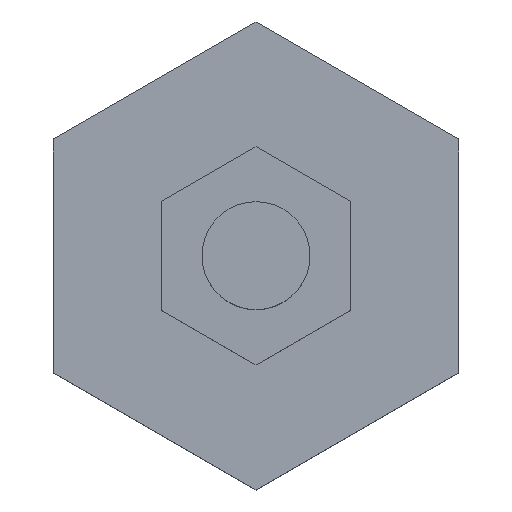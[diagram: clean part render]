
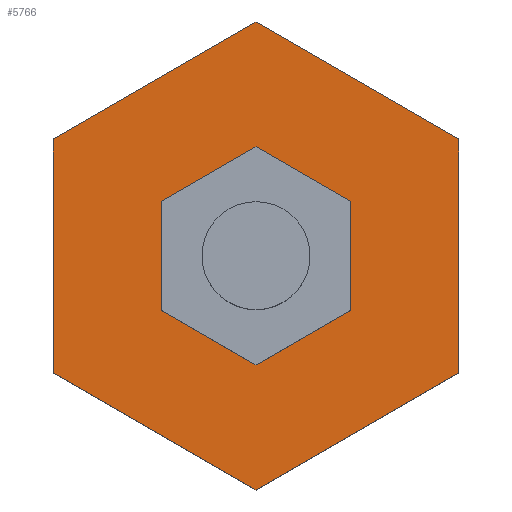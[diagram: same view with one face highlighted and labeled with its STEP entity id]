
A CAD part, top view. The second image highlights one B-rep face of the part: STEP entity #5766.
In plain terms, the highlighted planar face has unit normal (0, 0, 1).
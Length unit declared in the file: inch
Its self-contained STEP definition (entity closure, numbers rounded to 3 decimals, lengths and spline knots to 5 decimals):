
#2860=DIRECTION('',(0.866,-0.5,0.));
#2861=VECTOR('',#2860,0.54155);
#2862=CARTESIAN_POINT('',(0.,0.54155,3.92));
#2863=LINE('',#2862,#2861);
#2864=DIRECTION('',(0.,-1.,0.));
#2865=VECTOR('',#2864,0.54155);
#2866=CARTESIAN_POINT('',(0.469,0.27078,3.92));
#2867=LINE('',#2866,#2865);
#2868=DIRECTION('',(-0.866,-0.5,0.));
#2869=VECTOR('',#2868,0.54155);
#2870=CARTESIAN_POINT('',(0.469,-0.27078,3.92));
#2871=LINE('',#2870,#2869);
#2872=DIRECTION('',(-0.866,0.5,0.));
#2873=VECTOR('',#2872,0.54155);
#2874=CARTESIAN_POINT('',(0.,-0.54155,3.92));
#2875=LINE('',#2874,#2873);
#2876=DIRECTION('',(0.,1.,0.));
#2877=VECTOR('',#2876,0.54155);
#2878=CARTESIAN_POINT('',(-0.469,-0.27078,3.92));
#2879=LINE('',#2878,#2877);
#2880=DIRECTION('',(0.866,0.5,0.));
#2881=VECTOR('',#2880,0.54155);
#2882=CARTESIAN_POINT('',(-0.469,0.27078,3.92));
#2883=LINE('',#2882,#2881);
#2884=CARTESIAN_POINT('',(0.,0.,3.92));
#2885=DIRECTION('',(0.,0.,1.));
#2886=DIRECTION('',(1.,0.,0.));
#2887=AXIS2_PLACEMENT_3D('',#2884,#2885,#2886);
#2889=CARTESIAN_POINT('',(0.,0.,3.92));
#2890=DIRECTION('',(0.,0.,1.));
#2891=DIRECTION('',(-1.,0.,0.));
#2892=AXIS2_PLACEMENT_3D('',#2889,#2890,#2891);
#3857=CARTESIAN_POINT('',(0.,0.54155,3.92));
#3858=CARTESIAN_POINT('',(0.469,0.27078,3.92));
#3859=VERTEX_POINT('',#3857);
#3860=VERTEX_POINT('',#3858);
#3861=CARTESIAN_POINT('',(0.469,-0.27078,3.92));
#3862=VERTEX_POINT('',#3861);
#3863=CARTESIAN_POINT('',(0.,-0.54155,3.92));
#3864=VERTEX_POINT('',#3863);
#3865=CARTESIAN_POINT('',(-0.469,-0.27078,3.92));
#3866=VERTEX_POINT('',#3865);
#3867=CARTESIAN_POINT('',(-0.469,0.27078,3.92));
#3868=VERTEX_POINT('',#3867);
#3945=CARTESIAN_POINT('',(0.14,0.,3.92));
#3946=CARTESIAN_POINT('',(-0.14,0.,3.92));
#3947=VERTEX_POINT('',#3945);
#3948=VERTEX_POINT('',#3946);
#5747=CARTESIAN_POINT('',(0.,0.,3.92));
#5748=DIRECTION('',(0.,0.,-1.));
#5749=DIRECTION('',(-1.,0.,0.));
#5750=AXIS2_PLACEMENT_3D('',#5747,#5748,#5749);
#5751=PLANE('',#5750);
#5752=ORIENTED_EDGE('',*,*,#5671,.T.);
#5753=ORIENTED_EDGE('',*,*,#5686,.T.);
#5754=ORIENTED_EDGE('',*,*,#5700,.T.);
#5755=ORIENTED_EDGE('',*,*,#5714,.T.);
#5756=ORIENTED_EDGE('',*,*,#5728,.T.);
#5757=ORIENTED_EDGE('',*,*,#5741,.T.);
#5758=EDGE_LOOP('',(#5752,#5753,#5754,#5755,#5756,#5757));
#5759=FACE_OUTER_BOUND('',#5758,.F.);
#5761=ORIENTED_EDGE('',*,*,#5760,.T.);
#5763=ORIENTED_EDGE('',*,*,#5762,.T.);
#5764=EDGE_LOOP('',(#5761,#5763));
#5765=FACE_BOUND('',#5764,.F.);
#5766=ADVANCED_FACE('',(#5759,#5765),#5751,.F.);
#2888=CIRCLE('',#2887,0.14);
#2893=CIRCLE('',#2892,0.14);
#5671=EDGE_CURVE('',#3859,#3860,#2863,.T.);
#5686=EDGE_CURVE('',#3860,#3862,#2867,.T.);
#5700=EDGE_CURVE('',#3862,#3864,#2871,.T.);
#5714=EDGE_CURVE('',#3864,#3866,#2875,.T.);
#5728=EDGE_CURVE('',#3866,#3868,#2879,.T.);
#5741=EDGE_CURVE('',#3868,#3859,#2883,.T.);
#5760=EDGE_CURVE('',#3947,#3948,#2888,.T.);
#5762=EDGE_CURVE('',#3948,#3947,#2893,.T.);
